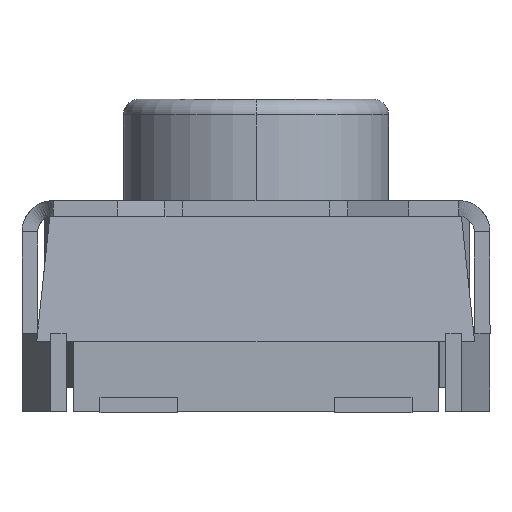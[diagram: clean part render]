
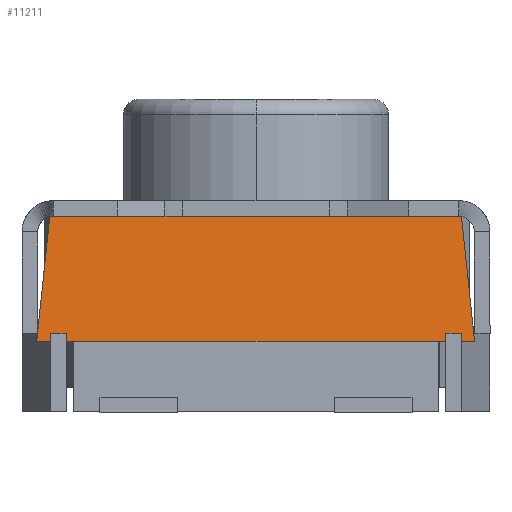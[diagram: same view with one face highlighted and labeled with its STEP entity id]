
A CAD part, left-side view. The second image highlights one B-rep face of the part: STEP entity #11211.
In plain terms, the highlighted planar face has unit normal (-0.995, 0, 0.104).
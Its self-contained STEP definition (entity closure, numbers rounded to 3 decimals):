
#502 = EDGE_CURVE ( 'NONE', #10399, #12416, #16722, .T. ) ;
#516 = CARTESIAN_POINT ( 'NONE',  ( -1.868, 1.217, -0.85 ) ) ;
#566 = DIRECTION ( 'NONE',  ( -0.105, 0., -0.995 ) ) ;
#577 = ORIENTED_EDGE ( 'NONE', *, *, #18942, .F. ) ;
#639 = ORIENTED_EDGE ( 'NONE', *, *, #23648, .F. ) ;
#879 = CARTESIAN_POINT ( 'NONE',  ( -1.868, 0., -0.85 ) ) ;
#909 = ORIENTED_EDGE ( 'NONE', *, *, #15273, .T. ) ;
#1400 = LINE ( 'NONE', #21106, #16088 ) ;
#1985 = VERTEX_POINT ( 'NONE', #9312 ) ;
#2483 = LINE ( 'NONE', #9871, #9867 ) ;
#2591 = CARTESIAN_POINT ( 'NONE',  ( -1.873, -1.217, -0.9 ) ) ;
#2655 = VECTOR ( 'NONE', #20754, 1000. ) ;
#2961 = CARTESIAN_POINT ( 'NONE',  ( -1.868, 1.317, -0.85 ) ) ;
#3086 = DIRECTION ( 'NONE',  ( 0.105, 0., 0.995 ) ) ;
#3211 = VERTEX_POINT ( 'NONE', #7001 ) ;
#3561 = CARTESIAN_POINT ( 'NONE',  ( -1.868, -1.217, -0.85 ) ) ;
#3996 = VERTEX_POINT ( 'NONE', #10244 ) ;
#4069 = EDGE_CURVE ( 'NONE', #4275, #1985, #16101, .T. ) ;
#4171 = ORIENTED_EDGE ( 'NONE', *, *, #19829, .T. ) ;
#4275 = VERTEX_POINT ( 'NONE', #14895 ) ;
#4376 = VERTEX_POINT ( 'NONE', #9592 ) ;
#4853 = FACE_OUTER_BOUND ( 'NONE', #7470, .T. ) ;
#4974 = CARTESIAN_POINT ( 'NONE',  ( -1.917, -1.317, -1.325 ) ) ;
#5151 = EDGE_CURVE ( 'NONE', #4275, #13797, #1400, .T. ) ;
#5260 = CARTESIAN_POINT ( 'NONE',  ( -1.917, 1.317, -1.325 ) ) ;
#5414 = VECTOR ( 'NONE', #18254, 1000. ) ;
#5534 = CARTESIAN_POINT ( 'NONE',  ( -1.873, 1.322, -0.9 ) ) ;
#5595 = LINE ( 'NONE', #8946, #19053 ) ;
#5715 = DIRECTION ( 'NONE',  ( 0.104, 0.104, 0.989 ) ) ;
#6252 = EDGE_CURVE ( 'NONE', #19427, #1985, #16317, .T. ) ;
#6709 = ORIENTED_EDGE ( 'NONE', *, *, #23093, .F. ) ;
#7001 = CARTESIAN_POINT ( 'NONE',  ( -1.873, -1.167, -0.9 ) ) ;
#7190 = CARTESIAN_POINT ( 'NONE',  ( -1.873, -1.401, -0.9 ) ) ;
#7470 = EDGE_LOOP ( 'NONE', ( #11028, #7823, #14963, #18690, #909, #17351, #21835, #639, #18385, #4171, #18280, #10573, #577, #6709 ) ) ;
#7773 = LINE ( 'NONE', #20940, #15784 ) ;
#7823 = ORIENTED_EDGE ( 'NONE', *, *, #4069, .T. ) ;
#7895 = DIRECTION ( 'NONE',  ( 0., 1., 0. ) ) ;
#8694 = VECTOR ( 'NONE', #15508, 1000. ) ;
#8946 = CARTESIAN_POINT ( 'NONE',  ( -1.76, -1.288, 0.171 ) ) ;
#8962 = EDGE_CURVE ( 'NONE', #13456, #3996, #12603, .T. ) ;
#9312 = CARTESIAN_POINT ( 'NONE',  ( -1.873, -1.317, -0.9 ) ) ;
#9592 = CARTESIAN_POINT ( 'NONE',  ( -1.789, -1.317, -0.1 ) ) ;
#9612 = CARTESIAN_POINT ( 'NONE',  ( -1.917, -1.217, -1.325 ) ) ;
#9700 = LINE ( 'NONE', #15201, #11044 ) ;
#9719 = VECTOR ( 'NONE', #23660, 1000. ) ;
#9867 = VECTOR ( 'NONE', #17164, 1000. ) ;
#9871 = CARTESIAN_POINT ( 'NONE',  ( -1.917, 1.217, -1.325 ) ) ;
#10109 = CARTESIAN_POINT ( 'NONE',  ( -1.873, 1.317, -0.9 ) ) ;
#10116 = PLANE ( 'NONE',  #17396 ) ;
#10244 = CARTESIAN_POINT ( 'NONE',  ( -1.873, 1.217, -0.9 ) ) ;
#10399 = VERTEX_POINT ( 'NONE', #10109 ) ;
#10491 = VERTEX_POINT ( 'NONE', #11193 ) ;
#10573 = ORIENTED_EDGE ( 'NONE', *, *, #21592, .F. ) ;
#11028 = ORIENTED_EDGE ( 'NONE', *, *, #5151, .F. ) ;
#11044 = VECTOR ( 'NONE', #13162, 1000. ) ;
#11193 = CARTESIAN_POINT ( 'NONE',  ( -1.789, 1.322, -0.1 ) ) ;
#11211 = ADVANCED_FACE ( 'NONE', ( #4853 ), #10116, .T. ) ;
#11307 = VECTOR ( 'NONE', #15527, 1000. ) ;
#11480 = VERTEX_POINT ( 'NONE', #2591 ) ;
#11737 = CARTESIAN_POINT ( 'NONE',  ( -1.873, 1.406, -0.9 ) ) ;
#12416 = VERTEX_POINT ( 'NONE', #11737 ) ;
#12486 = EDGE_CURVE ( 'NONE', #22863, #17908, #15410, .T. ) ;
#12603 = LINE ( 'NONE', #5534, #18242 ) ;
#12834 = DIRECTION ( 'NONE',  ( 0., 1., 0. ) ) ;
#13001 = VECTOR ( 'NONE', #13461, 1000. ) ;
#13162 = DIRECTION ( 'NONE',  ( 0., 1., 0. ) ) ;
#13326 = CARTESIAN_POINT ( 'NONE',  ( -1.873, 1.322, -0.9 ) ) ;
#13367 = CARTESIAN_POINT ( 'NONE',  ( -1.751, 1.284, 0.261 ) ) ;
#13456 = VERTEX_POINT ( 'NONE', #20431 ) ;
#13461 = DIRECTION ( 'NONE',  ( 0., 1., 0. ) ) ;
#13555 = LINE ( 'NONE', #13326, #2655 ) ;
#13797 = VERTEX_POINT ( 'NONE', #3561 ) ;
#14895 = CARTESIAN_POINT ( 'NONE',  ( -1.868, -1.317, -0.85 ) ) ;
#14963 = ORIENTED_EDGE ( 'NONE', *, *, #6252, .F. ) ;
#15038 = CARTESIAN_POINT ( 'NONE',  ( -1.873, 1.322, -0.9 ) ) ;
#15201 = CARTESIAN_POINT ( 'NONE',  ( -1.873, 1.167, -0.9 ) ) ;
#15273 = EDGE_CURVE ( 'NONE', #4376, #10491, #7773, .T. ) ;
#15410 = LINE ( 'NONE', #879, #11307 ) ;
#15508 = DIRECTION ( 'NONE',  ( 0.104, -0.104, 0.989 ) ) ;
#15527 = DIRECTION ( 'NONE',  ( 0., 1., 0. ) ) ;
#15619 = DIRECTION ( 'NONE',  ( -0.995, 0., 0.105 ) ) ;
#15784 = VECTOR ( 'NONE', #7895, 1000. ) ;
#16088 = VECTOR ( 'NONE', #19173, 1000. ) ;
#16101 = LINE ( 'NONE', #4974, #5414 ) ;
#16317 = LINE ( 'NONE', #21840, #9719 ) ;
#16722 = LINE ( 'NONE', #15038, #13001 ) ;
#16800 = LINE ( 'NONE', #9612, #19195 ) ;
#17164 = DIRECTION ( 'NONE',  ( -0.105, 0., -0.995 ) ) ;
#17351 = ORIENTED_EDGE ( 'NONE', *, *, #21146, .F. ) ;
#17396 = AXIS2_PLACEMENT_3D ( 'NONE', #19454, #15619, #3086 ) ;
#17502 = EDGE_CURVE ( 'NONE', #19427, #4376, #5595, .T. ) ;
#17908 = VERTEX_POINT ( 'NONE', #2961 ) ;
#18242 = VECTOR ( 'NONE', #12834, 1000. ) ;
#18254 = DIRECTION ( 'NONE',  ( -0.105, 0., -0.995 ) ) ;
#18280 = ORIENTED_EDGE ( 'NONE', *, *, #8962, .F. ) ;
#18385 = ORIENTED_EDGE ( 'NONE', *, *, #12486, .F. ) ;
#18690 = ORIENTED_EDGE ( 'NONE', *, *, #17502, .T. ) ;
#18942 = EDGE_CURVE ( 'NONE', #11480, #3211, #13555, .T. ) ;
#19053 = VECTOR ( 'NONE', #5715, 1000. ) ;
#19173 = DIRECTION ( 'NONE',  ( 0., 1., 0. ) ) ;
#19195 = VECTOR ( 'NONE', #566, 1000. ) ;
#19427 = VERTEX_POINT ( 'NONE', #7190 ) ;
#19454 = CARTESIAN_POINT ( 'NONE',  ( -1.789, 1.322, -0.1 ) ) ;
#19829 = EDGE_CURVE ( 'NONE', #22863, #3996, #2483, .T. ) ;
#20216 = DIRECTION ( 'NONE',  ( -0.105, 0., -0.995 ) ) ;
#20371 = VECTOR ( 'NONE', #20216, 1000. ) ;
#20431 = CARTESIAN_POINT ( 'NONE',  ( -1.873, 1.167, -0.9 ) ) ;
#20754 = DIRECTION ( 'NONE',  ( 0., 1., 0. ) ) ;
#20940 = CARTESIAN_POINT ( 'NONE',  ( -1.789, 1.322, -0.1 ) ) ;
#21106 = CARTESIAN_POINT ( 'NONE',  ( -1.868, 0., -0.85 ) ) ;
#21146 = EDGE_CURVE ( 'NONE', #12416, #10491, #22985, .T. ) ;
#21542 = LINE ( 'NONE', #5260, #20371 ) ;
#21592 = EDGE_CURVE ( 'NONE', #3211, #13456, #9700, .T. ) ;
#21835 = ORIENTED_EDGE ( 'NONE', *, *, #502, .F. ) ;
#21840 = CARTESIAN_POINT ( 'NONE',  ( -1.873, 1.322, -0.9 ) ) ;
#22863 = VERTEX_POINT ( 'NONE', #516 ) ;
#22985 = LINE ( 'NONE', #13367, #8694 ) ;
#23093 = EDGE_CURVE ( 'NONE', #13797, #11480, #16800, .T. ) ;
#23648 = EDGE_CURVE ( 'NONE', #17908, #10399, #21542, .T. ) ;
#23660 = DIRECTION ( 'NONE',  ( 0., 1., 0. ) ) ;
